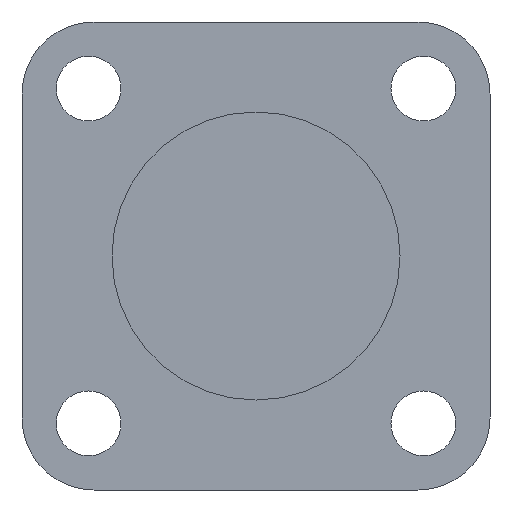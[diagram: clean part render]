
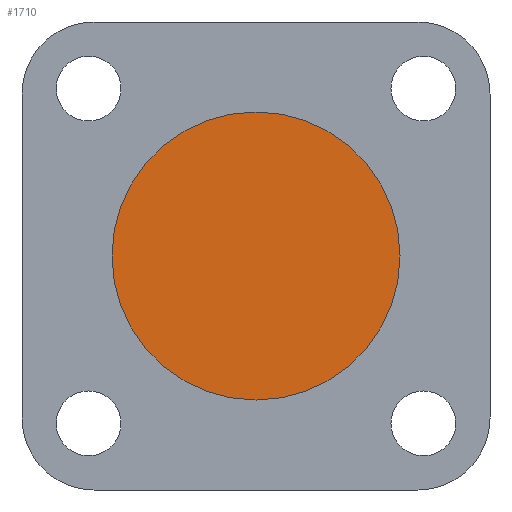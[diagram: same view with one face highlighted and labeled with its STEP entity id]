
A CAD part, left-side view. The second image highlights one B-rep face of the part: STEP entity #1710.
In plain terms, the highlighted planar face has unit normal (-1, 0, 0).
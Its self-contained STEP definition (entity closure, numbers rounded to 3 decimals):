
#97 = AXIS2_PLACEMENT_3D ( 'NONE', #1197, #356, #1341 ) ;
#186 = FACE_OUTER_BOUND ( 'NONE', #418, .T. ) ;
#210 = DIRECTION ( 'NONE',  ( 1., 0., 0. ) ) ;
#252 = EDGE_CURVE ( 'NONE', #1189, #1496, #1387, .T. ) ;
#342 = AXIS2_PLACEMENT_3D ( 'NONE', #697, #1664, #831 ) ;
#356 = DIRECTION ( 'NONE',  ( 1., 0., 0. ) ) ;
#418 = EDGE_LOOP ( 'NONE', ( #1543, #1165 ) ) ;
#642 = CARTESIAN_POINT ( 'NONE',  ( 7., 0., -20. ) ) ;
#697 = CARTESIAN_POINT ( 'NONE',  ( 7., 0., 0. ) ) ;
#821 = PLANE ( 'NONE',  #342 ) ;
#831 = DIRECTION ( 'NONE',  ( 0., 0., -1. ) ) ;
#916 = EDGE_CURVE ( 'NONE', #1496, #1189, #935, .T. ) ;
#935 = CIRCLE ( 'NONE', #97, 20. ) ;
#1062 = CARTESIAN_POINT ( 'NONE',  ( 7., 0., 0. ) ) ;
#1115 = AXIS2_PLACEMENT_3D ( 'NONE', #1062, #210, #1198 ) ;
#1165 = ORIENTED_EDGE ( 'NONE', *, *, #252, .F. ) ;
#1189 = VERTEX_POINT ( 'NONE', #1566 ) ;
#1197 = CARTESIAN_POINT ( 'NONE',  ( 7., 0., 0. ) ) ;
#1198 = DIRECTION ( 'NONE',  ( 0., 0., -1. ) ) ;
#1341 = DIRECTION ( 'NONE',  ( 0., 0., -1. ) ) ;
#1387 = CIRCLE ( 'NONE', #1115, 20. ) ;
#1496 = VERTEX_POINT ( 'NONE', #642 ) ;
#1543 = ORIENTED_EDGE ( 'NONE', *, *, #916, .F. ) ;
#1566 = CARTESIAN_POINT ( 'NONE',  ( 7., 0., 20. ) ) ;
#1664 = DIRECTION ( 'NONE',  ( 1., 0., 0. ) ) ;
#1710 = ADVANCED_FACE ( 'NONE', ( #186 ), #821, .F. ) ;
